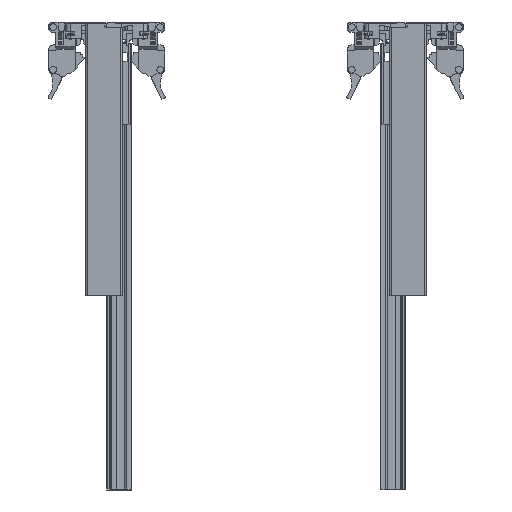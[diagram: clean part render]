
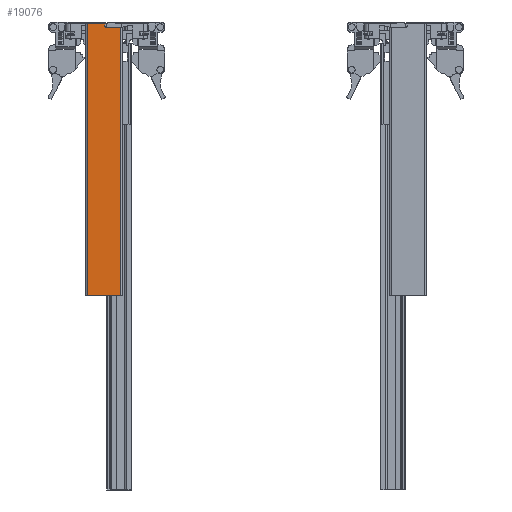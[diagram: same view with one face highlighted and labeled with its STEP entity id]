
A CAD part, front view. The second image highlights one B-rep face of the part: STEP entity #19076.
In plain terms, the highlighted planar face has unit normal (0, -1, 0).
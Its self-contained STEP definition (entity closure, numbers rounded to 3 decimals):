
#587=PLANE('',#20806);
#1264=FACE_OUTER_BOUND('',#2324,.T.);
#2324=EDGE_LOOP('',(#13117,#13118,#13119,#13120,#13121,#13122,#13123));
#3532=LINE('',#28239,#5630);
#3540=LINE('',#28262,#5638);
#3547=LINE('',#28279,#5645);
#3548=LINE('',#28283,#5646);
#3549=LINE('',#28285,#5647);
#3550=LINE('',#28286,#5648);
#5630=VECTOR('',#22583,10.);
#5638=VECTOR('',#22601,10.);
#5645=VECTOR('',#22618,10.);
#5646=VECTOR('',#22623,10.);
#5647=VECTOR('',#22624,10.);
#5648=VECTOR('',#22625,10.);
#7726=CIRCLE('',#20793,1.85);
#8397=VERTEX_POINT('',#28230);
#8398=VERTEX_POINT('',#28232);
#8400=VERTEX_POINT('',#28238);
#8410=VERTEX_POINT('',#28260);
#8415=VERTEX_POINT('',#28278);
#8416=VERTEX_POINT('',#28282);
#8417=VERTEX_POINT('',#28284);
#10233=EDGE_CURVE('',#8398,#8397,#7726,.T.);
#10236=EDGE_CURVE('',#8400,#8398,#3532,.T.);
#10248=EDGE_CURVE('',#8397,#8410,#3540,.T.);
#10256=EDGE_CURVE('',#8400,#8415,#3547,.T.);
#10258=EDGE_CURVE('',#8416,#8410,#3548,.T.);
#10259=EDGE_CURVE('',#8416,#8417,#3549,.T.);
#10260=EDGE_CURVE('',#8415,#8417,#3550,.T.);
#13117=ORIENTED_EDGE('',*,*,#10236,.T.);
#13118=ORIENTED_EDGE('',*,*,#10233,.T.);
#13119=ORIENTED_EDGE('',*,*,#10248,.T.);
#13120=ORIENTED_EDGE('',*,*,#10258,.F.);
#13121=ORIENTED_EDGE('',*,*,#10259,.T.);
#13122=ORIENTED_EDGE('',*,*,#10260,.F.);
#13123=ORIENTED_EDGE('',*,*,#10256,.F.);
#19076=ADVANCED_FACE('',(#1264),#587,.T.);
#20793=AXIS2_PLACEMENT_3D('',#28233,#22577,#22578);
#20806=AXIS2_PLACEMENT_3D('',#28281,#22621,#22622);
#22577=DIRECTION('center_axis',(0.,1.,0.));
#22578=DIRECTION('ref_axis',(0.,0.,1.));
#22583=DIRECTION('',(-1.,0.,0.));
#22601=DIRECTION('',(0.,0.,1.));
#22618=DIRECTION('',(0.,0.,-1.));
#22621=DIRECTION('center_axis',(0.,-1.,0.));
#22622=DIRECTION('ref_axis',(-1.,0.,0.));
#22623=DIRECTION('',(1.,0.,0.));
#22624=DIRECTION('',(0.,0.,-1.));
#22625=DIRECTION('',(-1.,0.,0.));
#28230=CARTESIAN_POINT('',(22.,0.,-2.15));
#28232=CARTESIAN_POINT('',(23.85,0.,-4.));
#28233=CARTESIAN_POINT('Origin',(23.85,0.,-2.15));
#28238=CARTESIAN_POINT('',(41.,0.,-4.));
#28239=CARTESIAN_POINT('',(32.425,0.,-4.));
#28260=CARTESIAN_POINT('',(22.,0.,0.));
#28262=CARTESIAN_POINT('',(22.,0.,80.));
#28278=CARTESIAN_POINT('',(41.,0.,-320.));
#28279=CARTESIAN_POINT('',(41.,0.,0.));
#28281=CARTESIAN_POINT('Origin',(41.,0.,0.));
#28282=CARTESIAN_POINT('',(2.,0.,0.));
#28283=CARTESIAN_POINT('',(2.,0.,0.));
#28284=CARTESIAN_POINT('',(2.,0.,-320.));
#28285=CARTESIAN_POINT('',(2.,0.,0.));
#28286=CARTESIAN_POINT('',(2.,0.,-320.));
